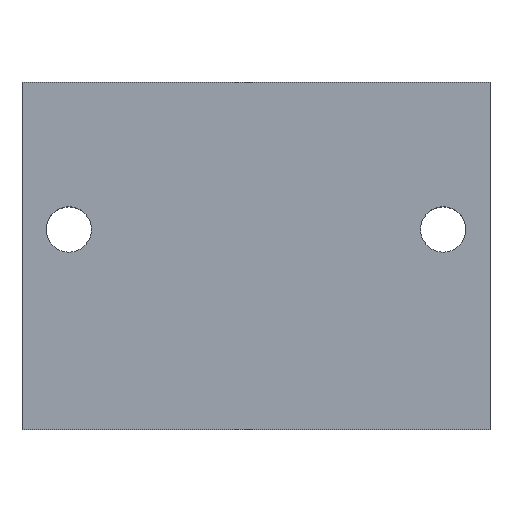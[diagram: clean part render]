
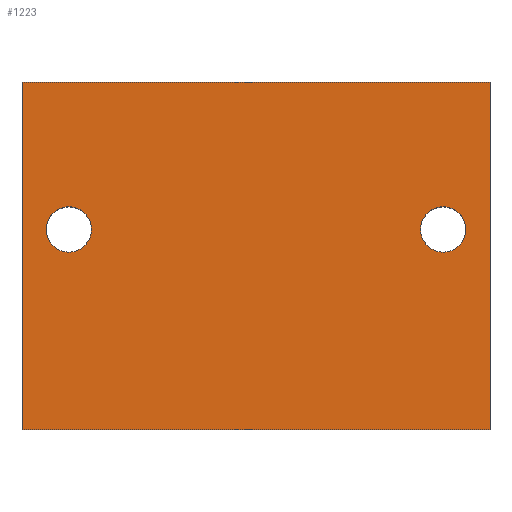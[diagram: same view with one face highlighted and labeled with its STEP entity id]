
A CAD part, top view. The second image highlights one B-rep face of the part: STEP entity #1223.
In plain terms, the highlighted planar face has unit normal (0, 0, 1).
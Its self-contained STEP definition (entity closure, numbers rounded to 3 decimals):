
#1169=AXIS2_PLACEMENT_3D('Plane Axis2P3D',#1166,#1167,#1168) ;
#1189=AXIS2_PLACEMENT_3D('Circle Axis2P3D',#1187,#1188,$) ;
#1198=AXIS2_PLACEMENT_3D('Circle Axis2P3D',#1196,#1197,$) ;
#1207=AXIS2_PLACEMENT_3D('Circle Axis2P3D',#1205,#1206,$) ;
#1216=AXIS2_PLACEMENT_3D('Circle Axis2P3D',#1214,#1215,$) ;
#112=CARTESIAN_POINT('Vertex',(0.,28.3,14.9)) ;
#115=CARTESIAN_POINT('Line Origine',(19.05,28.3,14.9)) ;
#119=CARTESIAN_POINT('Vertex',(38.1,28.3,14.9)) ;
#466=CARTESIAN_POINT('Vertex',(38.1,0.,14.9)) ;
#469=CARTESIAN_POINT('Line Origine',(19.05,0.,14.9)) ;
#473=CARTESIAN_POINT('Vertex',(0.,0.,14.9)) ;
#1166=CARTESIAN_POINT('Axis2P3D Location',(7.62,28.3,14.9)) ;
#1171=CARTESIAN_POINT('Line Origine',(38.1,14.15,14.9)) ;
#1176=CARTESIAN_POINT('Line Origine',(0.,14.15,14.9)) ;
#1187=CARTESIAN_POINT('Axis2P3D Location',(34.29,16.3,14.9)) ;
#1191=CARTESIAN_POINT('Vertex',(32.44,16.3,14.9)) ;
#1193=CARTESIAN_POINT('Vertex',(36.14,16.3,14.9)) ;
#1196=CARTESIAN_POINT('Axis2P3D Location',(34.29,16.3,14.9)) ;
#1205=CARTESIAN_POINT('Axis2P3D Location',(3.81,16.3,14.9)) ;
#1209=CARTESIAN_POINT('Vertex',(5.66,16.3,14.9)) ;
#1211=CARTESIAN_POINT('Vertex',(1.96,16.3,14.9)) ;
#1214=CARTESIAN_POINT('Axis2P3D Location',(3.81,16.3,14.9)) ;
#116=DIRECTION('Vector Direction',(-1.,0.,0.)) ;
#470=DIRECTION('Vector Direction',(-1.,0.,0.)) ;
#1167=DIRECTION('Axis2P3D Direction',(-0.,0.,1.)) ;
#1168=DIRECTION('Axis2P3D XDirection',(0.,-1.,0.)) ;
#1172=DIRECTION('Vector Direction',(0.,1.,0.)) ;
#1177=DIRECTION('Vector Direction',(0.,1.,0.)) ;
#1188=DIRECTION('Axis2P3D Direction',(-0.,0.,1.)) ;
#1197=DIRECTION('Axis2P3D Direction',(-0.,0.,1.)) ;
#1206=DIRECTION('Axis2P3D Direction',(-0.,0.,1.)) ;
#1215=DIRECTION('Axis2P3D Direction',(-0.,0.,1.)) ;
#117=VECTOR('Line Direction',#116,1.) ;
#471=VECTOR('Line Direction',#470,1.) ;
#1173=VECTOR('Line Direction',#1172,1.) ;
#1178=VECTOR('Line Direction',#1177,1.) ;
#1182=ORIENTED_EDGE('',*,*,#1175,.T.) ;
#1183=ORIENTED_EDGE('',*,*,#121,.F.) ;
#1184=ORIENTED_EDGE('',*,*,#1180,.F.) ;
#1185=ORIENTED_EDGE('',*,*,#475,.F.) ;
#1202=ORIENTED_EDGE('',*,*,#1195,.F.) ;
#1203=ORIENTED_EDGE('',*,*,#1200,.F.) ;
#1220=ORIENTED_EDGE('',*,*,#1213,.T.) ;
#1221=ORIENTED_EDGE('',*,*,#1218,.T.) ;
#1204=FACE_BOUND('',#1201,.T.) ;
#1222=FACE_BOUND('',#1219,.T.) ;
#1223=ADVANCED_FACE('HOUSING',(#1186,#1204,#1222),#1170,.T.) ;
#1190=CIRCLE('generated circle',#1189,1.85) ;
#1199=CIRCLE('generated circle',#1198,1.85) ;
#1208=CIRCLE('generated circle',#1207,1.85) ;
#1217=CIRCLE('generated circle',#1216,1.85) ;
#121=EDGE_CURVE('',#113,#120,#118,.F.) ;
#475=EDGE_CURVE('',#467,#474,#472,.T.) ;
#1175=EDGE_CURVE('',#467,#120,#1174,.T.) ;
#1180=EDGE_CURVE('',#474,#113,#1179,.T.) ;
#1195=EDGE_CURVE('',#1192,#1194,#1190,.T.) ;
#1200=EDGE_CURVE('',#1194,#1192,#1199,.T.) ;
#1213=EDGE_CURVE('',#1210,#1212,#1208,.F.) ;
#1218=EDGE_CURVE('',#1212,#1210,#1217,.F.) ;
#1181=EDGE_LOOP('',(#1182,#1183,#1184,#1185)) ;
#1201=EDGE_LOOP('',(#1202,#1203)) ;
#1219=EDGE_LOOP('',(#1220,#1221)) ;
#1186=FACE_OUTER_BOUND('',#1181,.T.) ;
#118=LINE('Line',#115,#117) ;
#472=LINE('Line',#469,#471) ;
#1174=LINE('Line',#1171,#1173) ;
#1179=LINE('Line',#1176,#1178) ;
#1170=PLANE('',#1169) ;
#113=VERTEX_POINT('',#112) ;
#120=VERTEX_POINT('',#119) ;
#467=VERTEX_POINT('',#466) ;
#474=VERTEX_POINT('',#473) ;
#1192=VERTEX_POINT('',#1191) ;
#1194=VERTEX_POINT('',#1193) ;
#1210=VERTEX_POINT('',#1209) ;
#1212=VERTEX_POINT('',#1211) ;
